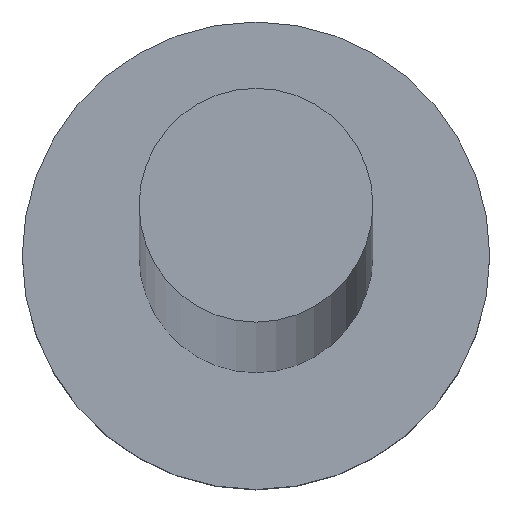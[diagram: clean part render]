
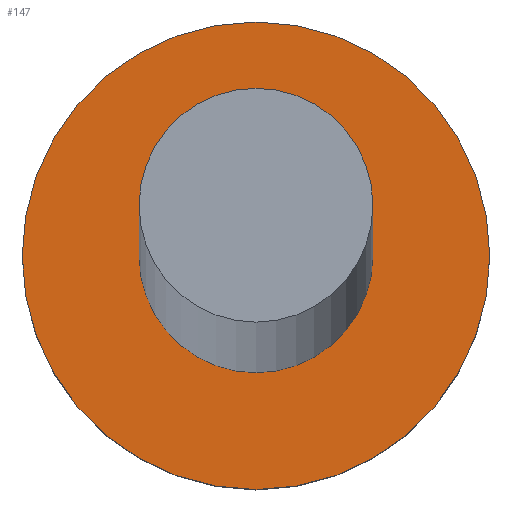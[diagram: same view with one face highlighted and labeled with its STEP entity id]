
A CAD part, top view. The second image highlights one B-rep face of the part: STEP entity #147.
In plain terms, the highlighted planar face has unit normal (0, 0, 1).
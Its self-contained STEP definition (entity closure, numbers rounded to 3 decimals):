
#2 = FACE_BOUND ( 'NONE', #92, .T. ) ;
#13 = CARTESIAN_POINT ( 'NONE',  ( 0., 0., 4. ) ) ;
#15 = CARTESIAN_POINT ( 'NONE',  ( 2., 0., 4. ) ) ;
#17 = CARTESIAN_POINT ( 'NONE',  ( 0., 0., 4. ) ) ;
#21 = CIRCLE ( 'NONE', #82, 2. ) ;
#23 = VERTEX_POINT ( 'NONE', #93 ) ;
#25 = DIRECTION ( 'NONE',  ( 0., 0., 1. ) ) ;
#34 = DIRECTION ( 'NONE',  ( 0., 0., 1. ) ) ;
#43 = DIRECTION ( 'NONE',  ( 1., 0., 0. ) ) ;
#45 = DIRECTION ( 'NONE',  ( 1., 0., 0. ) ) ;
#47 = PLANE ( 'NONE',  #129 ) ;
#53 = AXIS2_PLACEMENT_3D ( 'NONE', #94, #243, #72 ) ;
#71 = DIRECTION ( 'NONE',  ( 1., 0., 0. ) ) ;
#72 = DIRECTION ( 'NONE',  ( 1., 0., 0. ) ) ;
#82 = AXIS2_PLACEMENT_3D ( 'NONE', #13, #34, #71 ) ;
#88 = EDGE_CURVE ( 'NONE', #108, #127, #21, .T. ) ;
#92 = EDGE_LOOP ( 'NONE', ( #182, #234 ) ) ;
#93 = CARTESIAN_POINT ( 'NONE',  ( -4., 0., 4. ) ) ;
#94 = CARTESIAN_POINT ( 'NONE',  ( 0., 0., 4. ) ) ;
#108 = VERTEX_POINT ( 'NONE', #114 ) ;
#109 = EDGE_CURVE ( 'NONE', #237, #23, #225, .T. ) ;
#110 = AXIS2_PLACEMENT_3D ( 'NONE', #123, #146, #43 ) ;
#111 = FACE_OUTER_BOUND ( 'NONE', #143, .T. ) ;
#114 = CARTESIAN_POINT ( 'NONE',  ( -2., 0., 4. ) ) ;
#123 = CARTESIAN_POINT ( 'NONE',  ( 0., 0., 4. ) ) ;
#127 = VERTEX_POINT ( 'NONE', #15 ) ;
#129 = AXIS2_PLACEMENT_3D ( 'NONE', #162, #25, #45 ) ;
#132 = ORIENTED_EDGE ( 'NONE', *, *, #109, .T. ) ;
#143 = EDGE_LOOP ( 'NONE', ( #149, #132 ) ) ;
#146 = DIRECTION ( 'NONE',  ( 0., 0., 1. ) ) ;
#147 = ADVANCED_FACE ( 'NONE', ( #2, #111 ), #47, .T. ) ;
#149 = ORIENTED_EDGE ( 'NONE', *, *, #242, .T. ) ;
#157 = DIRECTION ( 'NONE',  ( 0., 0., 1. ) ) ;
#162 = CARTESIAN_POINT ( 'NONE',  ( 0., 0., 4. ) ) ;
#182 = ORIENTED_EDGE ( 'NONE', *, *, #88, .F. ) ;
#192 = CIRCLE ( 'NONE', #248, 2. ) ;
#213 = CARTESIAN_POINT ( 'NONE',  ( 4., 0., 4. ) ) ;
#215 = DIRECTION ( 'NONE',  ( 1., 0., 0. ) ) ;
#222 = CIRCLE ( 'NONE', #110, 4. ) ;
#225 = CIRCLE ( 'NONE', #53, 4. ) ;
#234 = ORIENTED_EDGE ( 'NONE', *, *, #238, .F. ) ;
#237 = VERTEX_POINT ( 'NONE', #213 ) ;
#238 = EDGE_CURVE ( 'NONE', #127, #108, #192, .T. ) ;
#242 = EDGE_CURVE ( 'NONE', #23, #237, #222, .T. ) ;
#243 = DIRECTION ( 'NONE',  ( 0., 0., 1. ) ) ;
#248 = AXIS2_PLACEMENT_3D ( 'NONE', #17, #157, #215 ) ;
